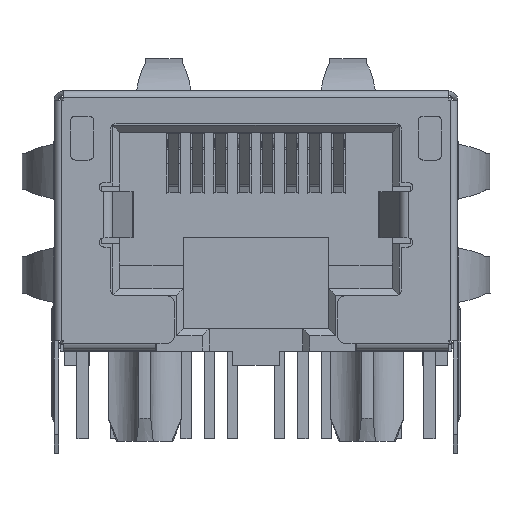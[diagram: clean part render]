
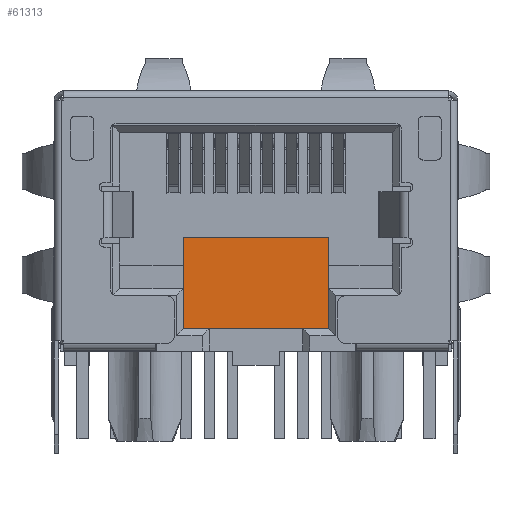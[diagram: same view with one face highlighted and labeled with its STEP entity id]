
A CAD part, front view. The second image highlights one B-rep face of the part: STEP entity #61313.
In plain terms, the highlighted face is planar.
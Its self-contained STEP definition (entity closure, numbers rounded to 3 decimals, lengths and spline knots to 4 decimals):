
#2310=LINE('',#79189,#7504);
#6628=LINE('',#91264,#11822);
#6637=LINE('',#91282,#11831);
#6638=LINE('',#91284,#11832);
#7504=VECTOR('',#65907,1000.);
#11822=VECTOR('',#75871,1000.);
#11831=VECTOR('',#75892,1000.);
#11832=VECTOR('',#75895,1000.);
#24305=ORIENTED_EDGE('',*,*,#31494,.T.);
#24306=ORIENTED_EDGE('',*,*,#26082,.T.);
#24307=ORIENTED_EDGE('',*,*,#31493,.T.);
#24308=ORIENTED_EDGE('',*,*,#31484,.T.);
#26082=EDGE_CURVE('',#32502,#32501,#2310,.T.);
#31484=EDGE_CURVE('',#35922,#35921,#6628,.T.);
#31493=EDGE_CURVE('',#32501,#35922,#6637,.T.);
#31494=EDGE_CURVE('',#35921,#32502,#6638,.T.);
#32501=VERTEX_POINT('',#79188);
#32502=VERTEX_POINT('',#79190);
#35921=VERTEX_POINT('',#91263);
#35922=VERTEX_POINT('',#91265);
#38640=EDGE_LOOP('',(#24305,#24306,#24307,#24308));
#41156=FACE_BOUND('',#38640,.T.);
#43001=PLANE('',#64558);
#61313=ADVANCED_FACE('',(#41156),#43001,.T.);
#64558=AXIS2_PLACEMENT_3D('',#91283,#75893,#75894);
#65907=DIRECTION('',(0.,-1.,0.));
#75871=DIRECTION('',(0.,1.,0.));
#75892=DIRECTION('',(1.,0.,0.));
#75893=DIRECTION('',(0.,0.,1.));
#75894=DIRECTION('',(-1.,0.,0.));
#75895=DIRECTION('',(-1.,0.,0.));
#79188=CARTESIAN_POINT('',(-3.15,-10.32,-11.));
#79189=CARTESIAN_POINT('',(-3.15,-6.38,-11.));
#79190=CARTESIAN_POINT('',(-3.15,-6.38,-11.));
#91263=CARTESIAN_POINT('',(3.15,-6.38,-11.));
#91264=CARTESIAN_POINT('',(3.15,-10.32,-11.));
#91265=CARTESIAN_POINT('',(3.15,-10.32,-11.));
#91282=CARTESIAN_POINT('',(-3.15,-10.32,-11.));
#91283=CARTESIAN_POINT('',(0.,-8.35,-11.));
#91284=CARTESIAN_POINT('',(3.15,-6.38,-11.));
